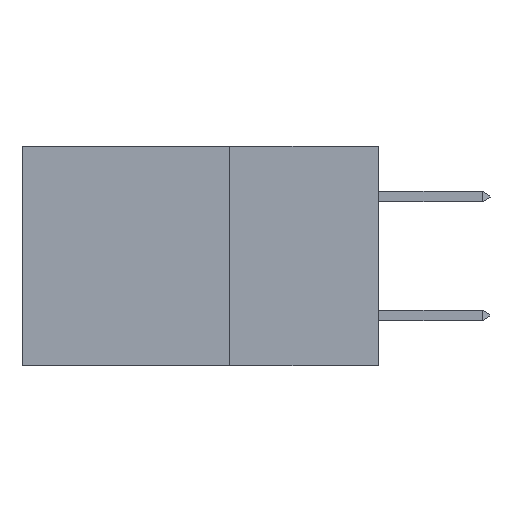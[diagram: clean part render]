
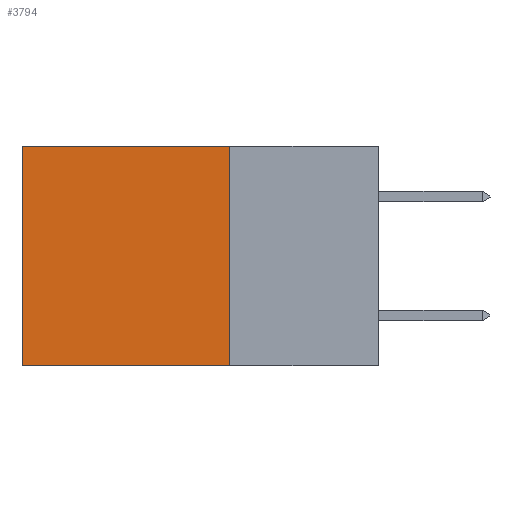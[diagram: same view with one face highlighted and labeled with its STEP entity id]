
A CAD part, left-side view. The second image highlights one B-rep face of the part: STEP entity #3794.
In plain terms, the highlighted planar face has unit normal (-1, 0, 0).
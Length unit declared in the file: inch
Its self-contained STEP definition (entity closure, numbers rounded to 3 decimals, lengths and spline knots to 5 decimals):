
#768 = ORIENTED_EDGE ( 'NONE', *, *, #18316, .F. ) ;
#2310 = LINE ( 'NONE', #3323, #12040 ) ;
#2917 = CARTESIAN_POINT ( 'NONE',  ( 0.298, 0.25, -0.37 ) ) ;
#3323 = CARTESIAN_POINT ( 'NONE',  ( 0.298, 0.25, 0. ) ) ;
#3351 = PLANE ( 'NONE',  #5782 ) ;
#3714 = EDGE_CURVE ( 'NONE', #14792, #13676, #18520, .T. ) ;
#3794 = ADVANCED_FACE ( 'NONE', ( #7764 ), #3351, .F. ) ;
#3974 = VECTOR ( 'NONE', #4610, 39.37008 ) ;
#4088 = CARTESIAN_POINT ( 'NONE',  ( 0.298, 0.25, 0. ) ) ;
#4610 = DIRECTION ( 'NONE',  ( 0., 0., -1. ) ) ;
#4753 = DIRECTION ( 'NONE',  ( 0., 1., 0. ) ) ;
#5782 = AXIS2_PLACEMENT_3D ( 'NONE', #12450, #7037, #19727 ) ;
#7037 = DIRECTION ( 'NONE',  ( 1., 0., 0. ) ) ;
#7222 = ORIENTED_EDGE ( 'NONE', *, *, #3714, .T. ) ;
#7764 = FACE_OUTER_BOUND ( 'NONE', #11407, .T. ) ;
#8474 = EDGE_CURVE ( 'NONE', #14792, #10275, #2310, .T. ) ;
#8909 = VECTOR ( 'NONE', #15906, 39.37008 ) ;
#10275 = VERTEX_POINT ( 'NONE', #2917 ) ;
#11136 = VERTEX_POINT ( 'NONE', #21934 ) ;
#11407 = EDGE_LOOP ( 'NONE', ( #15545, #768, #20223, #7222 ) ) ;
#12040 = VECTOR ( 'NONE', #16043, 39.37008 ) ;
#12450 = CARTESIAN_POINT ( 'NONE',  ( 0.298, 0.25, 0. ) ) ;
#12856 = LINE ( 'NONE', #15598, #21851 ) ;
#13676 = VERTEX_POINT ( 'NONE', #19826 ) ;
#14111 = CARTESIAN_POINT ( 'NONE',  ( 0.298, 0.25, 0. ) ) ;
#14792 = VERTEX_POINT ( 'NONE', #4088 ) ;
#15467 = CARTESIAN_POINT ( 'NONE',  ( 0.298, 0.6, 0. ) ) ;
#15545 = ORIENTED_EDGE ( 'NONE', *, *, #16078, .T. ) ;
#15598 = CARTESIAN_POINT ( 'NONE',  ( 0.298, 0.25, -0.37 ) ) ;
#15906 = DIRECTION ( 'NONE',  ( 0., 1., 0. ) ) ;
#16043 = DIRECTION ( 'NONE',  ( 0., 0., -1. ) ) ;
#16078 = EDGE_CURVE ( 'NONE', #13676, #11136, #22089, .T. ) ;
#18316 = EDGE_CURVE ( 'NONE', #10275, #11136, #12856, .T. ) ;
#18520 = LINE ( 'NONE', #14111, #8909 ) ;
#19727 = DIRECTION ( 'NONE',  ( 0., 0., -1. ) ) ;
#19826 = CARTESIAN_POINT ( 'NONE',  ( 0.298, 0.6, 0. ) ) ;
#20223 = ORIENTED_EDGE ( 'NONE', *, *, #8474, .F. ) ;
#21851 = VECTOR ( 'NONE', #4753, 39.37008 ) ;
#21934 = CARTESIAN_POINT ( 'NONE',  ( 0.298, 0.6, -0.37 ) ) ;
#22089 = LINE ( 'NONE', #15467, #3974 ) ;
